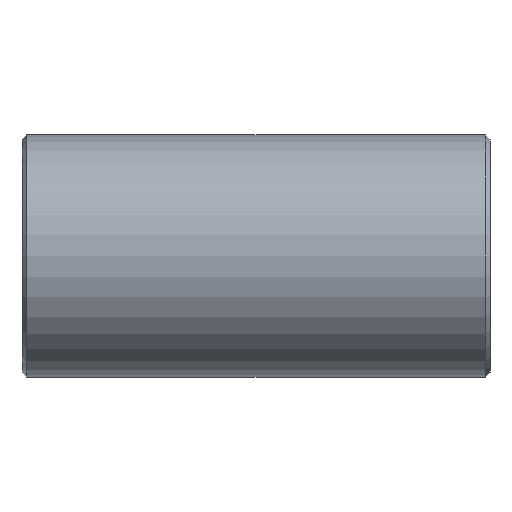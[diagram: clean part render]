
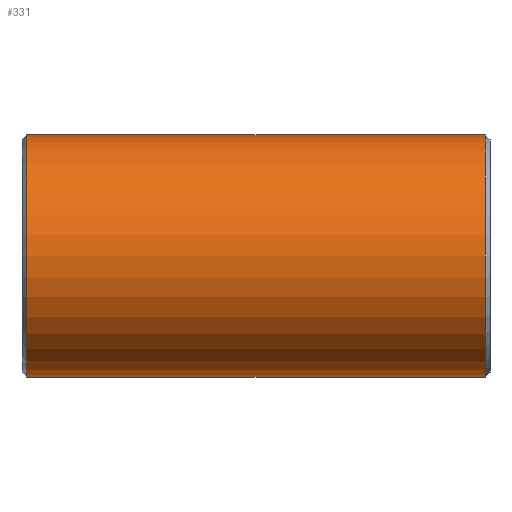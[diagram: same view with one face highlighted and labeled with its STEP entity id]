
A CAD part, front view. The second image highlights one B-rep face of the part: STEP entity #331.
In plain terms, the highlighted cylindrical face has radius 44.45 mm (diameter 88.9 mm), a partial arc.
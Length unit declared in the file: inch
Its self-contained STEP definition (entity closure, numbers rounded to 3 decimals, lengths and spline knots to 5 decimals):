
#38 = CARTESIAN_POINT ( 'NONE',  ( 3.38, 0., 0. ) ) ;
#49 = VECTOR ( 'NONE', #551, 39.37008 ) ;
#66 = DIRECTION ( 'NONE',  ( 0., 0., 1. ) ) ;
#76 = FACE_OUTER_BOUND ( 'NONE', #397, .T. ) ;
#179 = DIRECTION ( 'NONE',  ( -1., 0., 0. ) ) ;
#205 = VERTEX_POINT ( 'NONE', #379 ) ;
#210 = ORIENTED_EDGE ( 'NONE', *, *, #318, .F. ) ;
#213 = VERTEX_POINT ( 'NONE', #475 ) ;
#230 = VECTOR ( 'NONE', #179, 39.37008 ) ;
#246 = CARTESIAN_POINT ( 'NONE',  ( 3.38, 0., 1.75 ) ) ;
#253 = CYLINDRICAL_SURFACE ( 'NONE', #555, 1.75 ) ;
#254 = ORIENTED_EDGE ( 'NONE', *, *, #562, .T. ) ;
#256 = CARTESIAN_POINT ( 'NONE',  ( 3.308, 0., -1.75 ) ) ;
#264 = VECTOR ( 'NONE', #337, 39.37008 ) ;
#299 = EDGE_CURVE ( 'NONE', #320, #443, #407, .T. ) ;
#301 = VERTEX_POINT ( 'NONE', #439 ) ;
#312 = ORIENTED_EDGE ( 'NONE', *, *, #568, .T. ) ;
#315 = CARTESIAN_POINT ( 'NONE',  ( 3.38, 0., 1.75 ) ) ;
#318 = EDGE_CURVE ( 'NONE', #301, #213, #545, .T. ) ;
#320 = VERTEX_POINT ( 'NONE', #256 ) ;
#324 = AXIS2_PLACEMENT_3D ( 'NONE', #480, #347, #66 ) ;
#331 = ADVANCED_FACE ( 'NONE', ( #76 ), #253, .T. ) ;
#337 = DIRECTION ( 'NONE',  ( -1., 0., 0. ) ) ;
#343 = CIRCLE ( 'NONE', #324, 1.75 ) ;
#344 = CARTESIAN_POINT ( 'NONE',  ( 0., 0., 1.75 ) ) ;
#345 = CARTESIAN_POINT ( 'NONE',  ( 3.38, 0., -1.75 ) ) ;
#347 = DIRECTION ( 'NONE',  ( 1., 0., 0. ) ) ;
#353 = ORIENTED_EDGE ( 'NONE', *, *, #299, .T. ) ;
#379 = CARTESIAN_POINT ( 'NONE',  ( -3.308, 0., 1.75 ) ) ;
#396 = CARTESIAN_POINT ( 'NONE',  ( 3.308, 0., 0. ) ) ;
#397 = EDGE_LOOP ( 'NONE', ( #403, #353, #552, #312, #254, #210 ) ) ;
#403 = ORIENTED_EDGE ( 'NONE', *, *, #454, .F. ) ;
#407 = CIRCLE ( 'NONE', #473, 1.75 ) ;
#439 = CARTESIAN_POINT ( 'NONE',  ( 0., 0., -1.75 ) ) ;
#443 = VERTEX_POINT ( 'NONE', #504 ) ;
#451 = DIRECTION ( 'NONE',  ( 0., 0., -1. ) ) ;
#454 = EDGE_CURVE ( 'NONE', #320, #301, #564, .T. ) ;
#455 = VECTOR ( 'NONE', #486, 39.37008 ) ;
#463 = EDGE_CURVE ( 'NONE', #443, #582, #508, .T. ) ;
#473 = AXIS2_PLACEMENT_3D ( 'NONE', #396, #492, #451 ) ;
#475 = CARTESIAN_POINT ( 'NONE',  ( -3.308, 0., -1.75 ) ) ;
#480 = CARTESIAN_POINT ( 'NONE',  ( -3.308, 0., 0. ) ) ;
#486 = DIRECTION ( 'NONE',  ( -1., 0., 0. ) ) ;
#492 = DIRECTION ( 'NONE',  ( -1., 0., 0. ) ) ;
#499 = CARTESIAN_POINT ( 'NONE',  ( 3.38, 0., -1.75 ) ) ;
#504 = CARTESIAN_POINT ( 'NONE',  ( 3.308, 0., 1.75 ) ) ;
#508 = LINE ( 'NONE', #315, #49 ) ;
#525 = LINE ( 'NONE', #246, #264 ) ;
#528 = DIRECTION ( 'NONE',  ( -1., 0., 0. ) ) ;
#539 = DIRECTION ( 'NONE',  ( 0., 0., 1. ) ) ;
#545 = LINE ( 'NONE', #345, #455 ) ;
#551 = DIRECTION ( 'NONE',  ( -1., 0., 0. ) ) ;
#552 = ORIENTED_EDGE ( 'NONE', *, *, #463, .T. ) ;
#555 = AXIS2_PLACEMENT_3D ( 'NONE', #38, #528, #539 ) ;
#562 = EDGE_CURVE ( 'NONE', #205, #213, #343, .T. ) ;
#564 = LINE ( 'NONE', #499, #230 ) ;
#568 = EDGE_CURVE ( 'NONE', #582, #205, #525, .T. ) ;
#582 = VERTEX_POINT ( 'NONE', #344 ) ;
